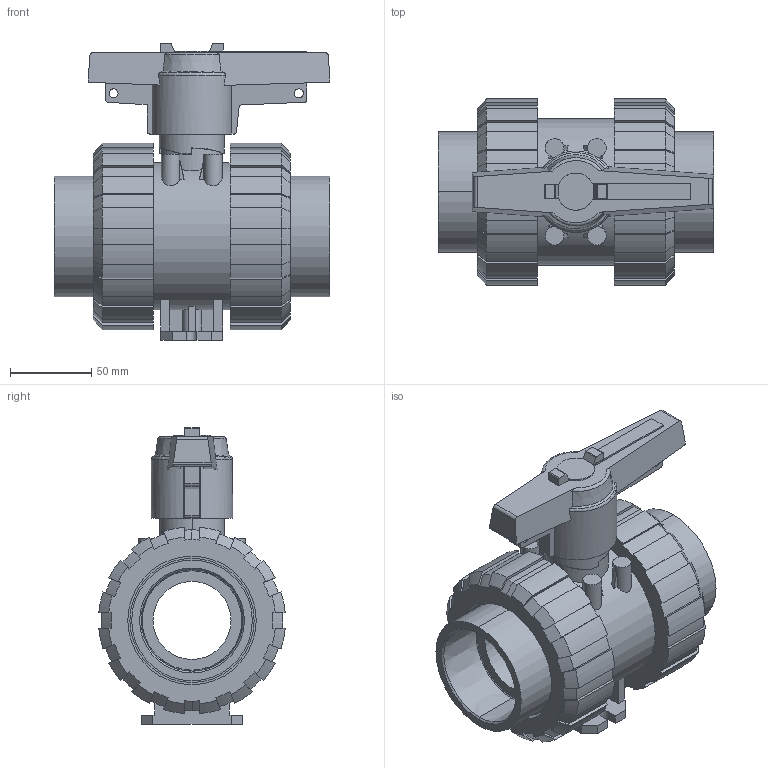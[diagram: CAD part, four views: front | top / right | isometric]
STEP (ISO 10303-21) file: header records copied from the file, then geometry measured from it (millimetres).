
FILE_DESCRIPTION(('STEP AP214'),'1');
FILE_NAME('cctmp_165AD117-FA64-4F81-87CC-35560D286A7B_2021_10_20_12_51_46_0754..stp','2021-10-20T10:51:47',('Praher Valves GmbH'),('CADClick - www.CADClick.com'),'Spatial InterOp 3D',' ','unknown authorization');
FILE_SCHEMA(('AUTOMOTIVE_DESIGN'));
Length unit declared in the file: millimetre
Products named in the file (7): cc_unnamed; 210117_5; 210117_4; 210117_3; 210117_2; 210117_1; 210117
Assembly tree (6 placements, depth 2):
  cc_unnamed
    210117_5
    210117_4
    210117_3
    210117_2
    210117_1
    210117
Bounding box: 169.75 x 114.61 x 182.67 mm (x, y, z)
Volume: 1036269.7 mm3; surface area: 216257.1 mm2
Topology: 6 solids, 6 shells, 472 faces, 1334 edges, 882 vertices
Faces by surface type: plane 218, cylinder 138, cone 92, torus 24
Entity records: 19853 total; most frequent: CARTESIAN_POINT 3670, ORIENTED_EDGE 2668, DIRECTION 2582, EDGE_CURVE 1334, AXIS2_PLACEMENT_3D 959, VERTEX_POINT 882, LINE 664, VECTOR 664
